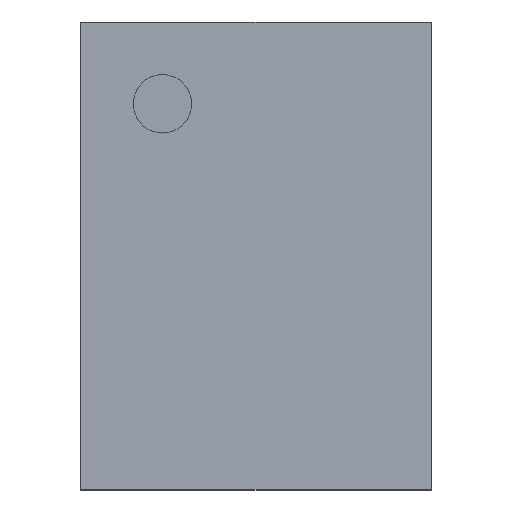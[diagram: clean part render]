
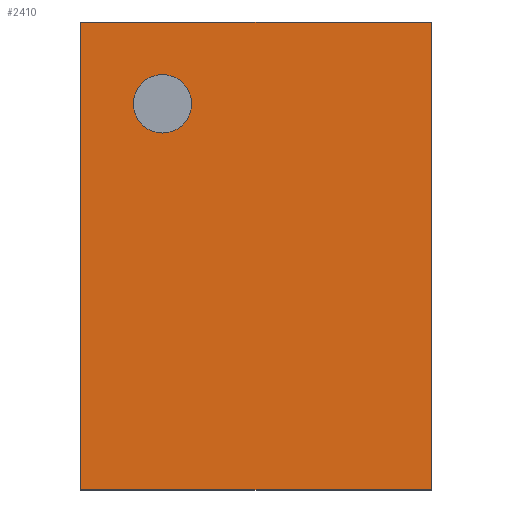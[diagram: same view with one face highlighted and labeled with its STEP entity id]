
A CAD part, top view. The second image highlights one B-rep face of the part: STEP entity #2410.
In plain terms, the highlighted planar face has unit normal (0, 0, 1).
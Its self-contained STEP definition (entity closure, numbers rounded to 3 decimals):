
#81 = FACE_OUTER_BOUND ( 'NONE', #837, .T. ) ;
#82 = EDGE_CURVE ( 'NONE', #968, #1586, #1188, .T. ) ;
#126 = CARTESIAN_POINT ( 'NONE',  ( -0.75, 1., 0.825 ) ) ;
#135 = CARTESIAN_POINT ( 'NONE',  ( -0.75, -1., 0.825 ) ) ;
#178 = EDGE_CURVE ( 'NONE', #3644, #951, #1335, .T. ) ;
#191 = DIRECTION ( 'NONE',  ( 0., -1., 0. ) ) ;
#417 = CARTESIAN_POINT ( 'NONE',  ( -0.75, 1., 0.825 ) ) ;
#693 = CARTESIAN_POINT ( 'NONE',  ( -0.4, 0.65, 0.825 ) ) ;
#721 = AXIS2_PLACEMENT_3D ( 'NONE', #1698, #3146, #2830 ) ;
#825 = AXIS2_PLACEMENT_3D ( 'NONE', #2674, #1502, #3481 ) ;
#837 = EDGE_LOOP ( 'NONE', ( #2718, #2382, #1411, #3717 ) ) ;
#903 = CARTESIAN_POINT ( 'NONE',  ( 0.75, -1., 0.825 ) ) ;
#951 = VERTEX_POINT ( 'NONE', #1811 ) ;
#968 = VERTEX_POINT ( 'NONE', #1925 ) ;
#990 = VECTOR ( 'NONE', #191, 1000. ) ;
#1036 = ORIENTED_EDGE ( 'NONE', *, *, #2372, .F. ) ;
#1115 = CARTESIAN_POINT ( 'NONE',  ( -0.525, 0.65, 0.825 ) ) ;
#1188 = LINE ( 'NONE', #903, #1442 ) ;
#1190 = CIRCLE ( 'NONE', #1849, 0.125 ) ;
#1288 = DIRECTION ( 'NONE',  ( -1., 0., 0. ) ) ;
#1303 = EDGE_CURVE ( 'NONE', #951, #968, #3067, .T. ) ;
#1335 = LINE ( 'NONE', #135, #990 ) ;
#1411 = ORIENTED_EDGE ( 'NONE', *, *, #178, .T. ) ;
#1422 = VERTEX_POINT ( 'NONE', #2803 ) ;
#1442 = VECTOR ( 'NONE', #2914, 1000. ) ;
#1477 = VECTOR ( 'NONE', #1288, 1000. ) ;
#1502 = DIRECTION ( 'NONE',  ( 0., 0., -1. ) ) ;
#1522 = PLANE ( 'NONE',  #825 ) ;
#1586 = VERTEX_POINT ( 'NONE', #2373 ) ;
#1698 = CARTESIAN_POINT ( 'NONE',  ( -0.4, 0.65, 0.825 ) ) ;
#1811 = CARTESIAN_POINT ( 'NONE',  ( -0.75, -1., 0.825 ) ) ;
#1849 = AXIS2_PLACEMENT_3D ( 'NONE', #693, #2916, #3500 ) ;
#1925 = CARTESIAN_POINT ( 'NONE',  ( 0.75, -1., 0.825 ) ) ;
#2139 = CIRCLE ( 'NONE', #721, 0.125 ) ;
#2148 = DIRECTION ( 'NONE',  ( 1., 0., 0. ) ) ;
#2166 = CARTESIAN_POINT ( 'NONE',  ( -0.75, -1., 0.825 ) ) ;
#2249 = EDGE_CURVE ( 'NONE', #3200, #1422, #2139, .T. ) ;
#2372 = EDGE_CURVE ( 'NONE', #1422, #3200, #1190, .T. ) ;
#2373 = CARTESIAN_POINT ( 'NONE',  ( 0.75, 1., 0.825 ) ) ;
#2382 = ORIENTED_EDGE ( 'NONE', *, *, #3508, .T. ) ;
#2410 = ADVANCED_FACE ( 'NONE', ( #3214, #81 ), #1522, .F. ) ;
#2674 = CARTESIAN_POINT ( 'NONE',  ( 0., 0., 0.825 ) ) ;
#2700 = LINE ( 'NONE', #126, #1477 ) ;
#2718 = ORIENTED_EDGE ( 'NONE', *, *, #82, .T. ) ;
#2803 = CARTESIAN_POINT ( 'NONE',  ( -0.275, 0.65, 0.825 ) ) ;
#2819 = ORIENTED_EDGE ( 'NONE', *, *, #2249, .F. ) ;
#2830 = DIRECTION ( 'NONE',  ( 1., 0., 0. ) ) ;
#2914 = DIRECTION ( 'NONE',  ( 0., 1., 0. ) ) ;
#2916 = DIRECTION ( 'NONE',  ( 0., 0., 1. ) ) ;
#3067 = LINE ( 'NONE', #2166, #3319 ) ;
#3146 = DIRECTION ( 'NONE',  ( 0., 0., 1. ) ) ;
#3200 = VERTEX_POINT ( 'NONE', #1115 ) ;
#3214 = FACE_BOUND ( 'NONE', #3687, .T. ) ;
#3319 = VECTOR ( 'NONE', #2148, 1000. ) ;
#3481 = DIRECTION ( 'NONE',  ( -1., 0., 0. ) ) ;
#3500 = DIRECTION ( 'NONE',  ( 1., 0., 0. ) ) ;
#3508 = EDGE_CURVE ( 'NONE', #1586, #3644, #2700, .T. ) ;
#3644 = VERTEX_POINT ( 'NONE', #417 ) ;
#3687 = EDGE_LOOP ( 'NONE', ( #1036, #2819 ) ) ;
#3717 = ORIENTED_EDGE ( 'NONE', *, *, #1303, .T. ) ;
